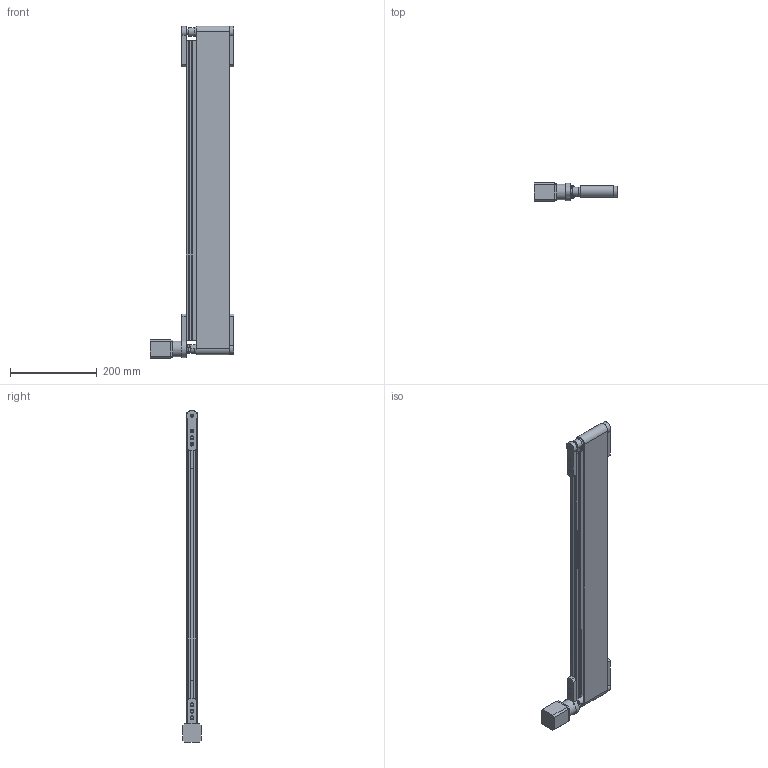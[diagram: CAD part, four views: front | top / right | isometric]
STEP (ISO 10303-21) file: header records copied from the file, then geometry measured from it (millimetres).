
FILE_DESCRIPTION(/* description */ ('Unknown'),/* implementation_level */ '2;1');
FILE_NAME(/* name */ 'Conveyor Belt Assembly',/* time_stamp */ '2023-06-03T09:26:46-04:00',/* author */ ('Unknown'),/* organization */ ('Unknown'),/* preprocessor_version */ 'ST-DEVELOPER v18.102',/* originating_system */ 'Solid Edge',/* authorisation */ 'Unknown');
FILE_SCHEMA (('AUTOMOTIVE_DESIGN {1 0 10303 214 3 1 1}'));
Length unit declared in the file: millimetre
Products named in the file (16): Conveyor Belt Assembly; 20100 640mm Aluminum Extrusion; Roller Bracket; 5mm ID 8mm OD 2.5mm Deep Roller Bearing; Roller Bracket Driven; M5 120mm Rod; M5 60mm Rod; M5 5mm Spacer; Driven Roller Assembly; Driven Pully; Driven Pully Coupler Top; M4 x 12 Socket Head Bolt; M4 Nut; Idler Pully; Belt 5ft x 3in; Nema 17 5TO1 Geared Stepper Motor
Assembly tree (23 placements, depth 3):
  Conveyor Belt Assembly
    20100 640mm Aluminum Extrusion
    Roller Bracket  x3
    5mm ID 8mm OD 2.5mm Deep Roller Bearing  x3
    Roller Bracket Driven
    M5 120mm Rod
    M5 60mm Rod
    M5 5mm Spacer  x3
    Driven Roller Assembly
      Driven Pully
      Driven Pully Coupler Top
      M4 x 12 Socket Head Bolt  x2
      M4 Nut  x2
    Idler Pully
    Belt 5ft x 3in
    Nema 17 5TO1 Geared Stepper Motor
Bounding box: 193.25 x 42 x 764.43 mm (x, y, z)
Volume: 1163821.9 mm3; surface area: 816866.6 mm2
Topology: 22 solids, 22 shells, 546 faces, 1441 edges, 967 vertices
Faces by surface type: plane 407, cylinder 124, torus 10, cone 5
Full cylindrical faces by diameter (mm): 0.5 x20, 3 x4, 4 x9, 4.3 x4, 4.5 x4, 5 x5, 5.15 x2, 5.5 x3, 5.7 x6, 6 x16, 6.9 x2, 7 x3, 7.3 x7, 7.5 x1, 8 x4, 9 x12, 10 x1, 11.5 x3, 20 x1, 22 x1, 23 x1, 36 x1
Entity records: 14386 total; most frequent: CARTESIAN_POINT 2505, DIRECTION 2212, ORIENTED_EDGE 2208, EDGE_CURVE 1104, LINE 892, VECTOR 892, VERTEX_POINT 789, EDGE_LOOP 667
